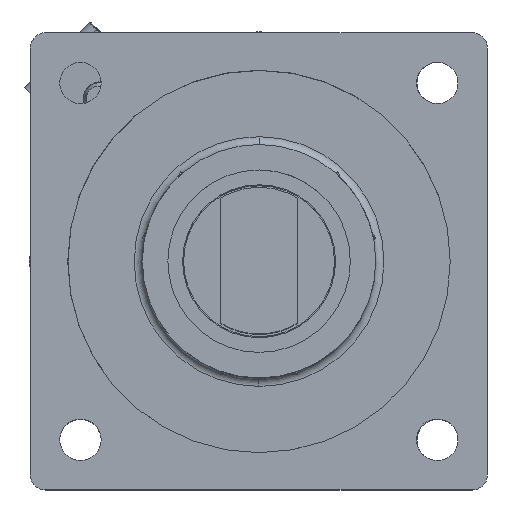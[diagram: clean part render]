
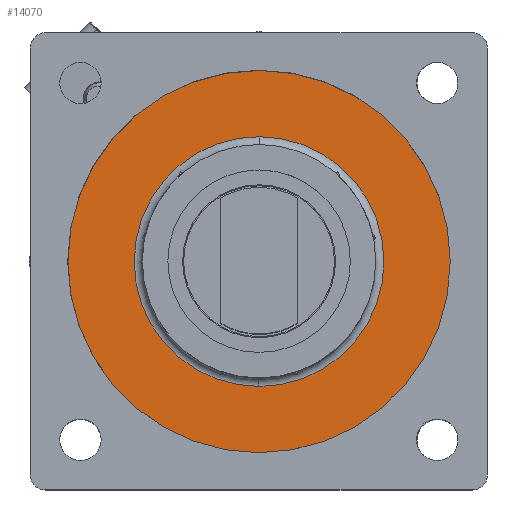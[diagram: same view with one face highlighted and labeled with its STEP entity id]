
A CAD part, top view. The second image highlights one B-rep face of the part: STEP entity #14070.
In plain terms, the highlighted planar face has unit normal (0, 0, 1).
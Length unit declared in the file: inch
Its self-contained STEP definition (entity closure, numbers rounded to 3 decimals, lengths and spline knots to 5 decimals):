
#506 = CIRCLE ( 'NONE', #5897, 1.875 ) ;
#832 = DIRECTION ( 'NONE',  ( 0., 0., -1. ) ) ;
#2595 = VERTEX_POINT ( 'NONE', #8994 ) ;
#2839 = EDGE_CURVE ( 'NONE', #8793, #3259, #506, .T. ) ;
#3019 = FACE_OUTER_BOUND ( 'NONE', #9219, .T. ) ;
#3109 = DIRECTION ( 'NONE',  ( 0., 0., -1. ) ) ;
#3127 = PLANE ( 'NONE',  #10567 ) ;
#3259 = VERTEX_POINT ( 'NONE', #9147 ) ;
#3542 = ORIENTED_EDGE ( 'NONE', *, *, #10111, .T. ) ;
#4438 = AXIS2_PLACEMENT_3D ( 'NONE', #11426, #832, #11316 ) ;
#4883 = AXIS2_PLACEMENT_3D ( 'NONE', #14318, #20979, #21201 ) ;
#5897 = AXIS2_PLACEMENT_3D ( 'NONE', #7969, #3109, #9997 ) ;
#6759 = ORIENTED_EDGE ( 'NONE', *, *, #2839, .F. ) ;
#7070 = CARTESIAN_POINT ( 'NONE',  ( 10.14564, 40.31559, 61.42039 ) ) ;
#7969 = CARTESIAN_POINT ( 'NONE',  ( 10.14564, 40.31559, 61.42039 ) ) ;
#8492 = CIRCLE ( 'NONE', #4883, 1.875 ) ;
#8777 = DIRECTION ( 'NONE',  ( -0.002, -1., 0. ) ) ;
#8793 = VERTEX_POINT ( 'NONE', #10504 ) ;
#8994 = CARTESIAN_POINT ( 'NONE',  ( 10.14784, 41.54059, 61.42039 ) ) ;
#9147 = CARTESIAN_POINT ( 'NONE',  ( 10.14901, 42.19059, 61.42039 ) ) ;
#9219 = EDGE_LOOP ( 'NONE', ( #6759, #14373 ) ) ;
#9911 = CARTESIAN_POINT ( 'NONE',  ( 8.27065, 40.31895, 61.42039 ) ) ;
#9997 = DIRECTION ( 'NONE',  ( -0.002, -1., 0. ) ) ;
#10111 = EDGE_CURVE ( 'NONE', #19612, #2595, #17126, .T. ) ;
#10504 = CARTESIAN_POINT ( 'NONE',  ( 10.14228, 38.44059, 61.42039 ) ) ;
#10567 = AXIS2_PLACEMENT_3D ( 'NONE', #9911, #18479, #13509 ) ;
#11316 = DIRECTION ( 'NONE',  ( -0.002, -1., 0. ) ) ;
#11426 = CARTESIAN_POINT ( 'NONE',  ( 10.14564, 40.31559, 61.42039 ) ) ;
#12064 = AXIS2_PLACEMENT_3D ( 'NONE', #7070, #15664, #8777 ) ;
#12883 = ORIENTED_EDGE ( 'NONE', *, *, #15920, .T. ) ;
#13509 = DIRECTION ( 'NONE',  ( -0.002, -1., 0. ) ) ;
#14070 = ADVANCED_FACE ( 'NONE', ( #3019, #18598 ), #3127, .F. ) ;
#14163 = CIRCLE ( 'NONE', #4438, 1.225 ) ;
#14318 = CARTESIAN_POINT ( 'NONE',  ( 10.14564, 40.31559, 61.42039 ) ) ;
#14373 = ORIENTED_EDGE ( 'NONE', *, *, #19365, .F. ) ;
#15664 = DIRECTION ( 'NONE',  ( 0., 0., -1. ) ) ;
#15920 = EDGE_CURVE ( 'NONE', #2595, #19612, #14163, .T. ) ;
#15969 = CARTESIAN_POINT ( 'NONE',  ( 10.14345, 39.09059, 61.42039 ) ) ;
#16791 = EDGE_LOOP ( 'NONE', ( #3542, #12883 ) ) ;
#17126 = CIRCLE ( 'NONE', #12064, 1.225 ) ;
#18479 = DIRECTION ( 'NONE',  ( 0., 0., -1. ) ) ;
#18598 = FACE_BOUND ( 'NONE', #16791, .T. ) ;
#19365 = EDGE_CURVE ( 'NONE', #3259, #8793, #8492, .T. ) ;
#19612 = VERTEX_POINT ( 'NONE', #15969 ) ;
#20979 = DIRECTION ( 'NONE',  ( 0., 0., -1. ) ) ;
#21201 = DIRECTION ( 'NONE',  ( -0.002, -1., 0. ) ) ;
